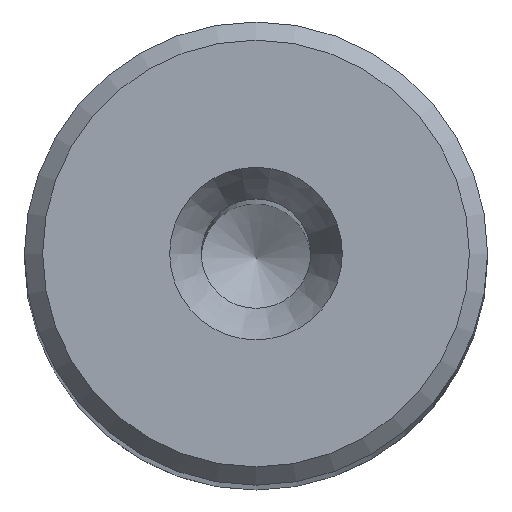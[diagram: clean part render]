
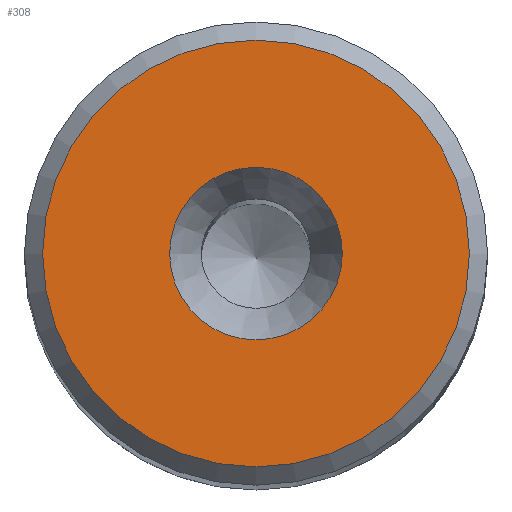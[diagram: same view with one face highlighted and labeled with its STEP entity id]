
A CAD part, top view. The second image highlights one B-rep face of the part: STEP entity #308.
In plain terms, the highlighted planar face has unit normal (0, 0, 1).
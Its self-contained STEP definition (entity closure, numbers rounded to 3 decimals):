
#292=PLANE('',#810);
#308=ADVANCED_FACE('',(#376,#377),#292,.F.);
#376=FACE_BOUND('',#471,.T.);
#377=FACE_BOUND('',#472,.T.);
#471=EDGE_LOOP('',(#565));
#472=EDGE_LOOP('',(#566));
#565=ORIENTED_EDGE('',*,*,#707,.T.);
#566=ORIENTED_EDGE('',*,*,#708,.T.);
#659=VERTEX_POINT('',#1062);
#660=VERTEX_POINT('',#1064);
#707=EDGE_CURVE('',#659,#659,#754,.T.);
#708=EDGE_CURVE('',#660,#660,#755,.T.);
#754=CIRCLE('',#808,5.85);
#755=CIRCLE('',#809,2.366);
#808=AXIS2_PLACEMENT_3D('',#1061,#909,#910);
#809=AXIS2_PLACEMENT_3D('',#1063,#911,#912);
#810=AXIS2_PLACEMENT_3D('',#1065,#913,#914);
#909=DIRECTION('',(0.,0.,1.));
#910=DIRECTION('',(-1.,0.,0.));
#911=DIRECTION('',(0.,0.,-1.));
#912=DIRECTION('',(-1.,0.,0.));
#913=DIRECTION('',(0.,0.,-1.));
#914=DIRECTION('',(-1.,0.,0.));
#1061=CARTESIAN_POINT('',(0.,0.,72.));
#1062=CARTESIAN_POINT('',(-5.85,0.,72.));
#1063=CARTESIAN_POINT('',(0.,0.,72.));
#1064=CARTESIAN_POINT('',(-2.366,0.,72.));
#1065=CARTESIAN_POINT('',(6.35,0.,72.));
